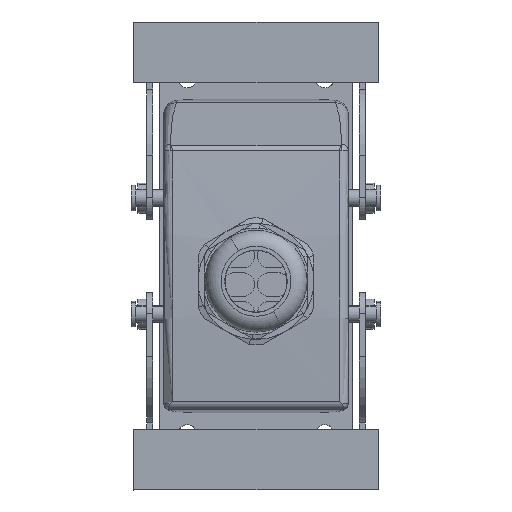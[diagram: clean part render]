
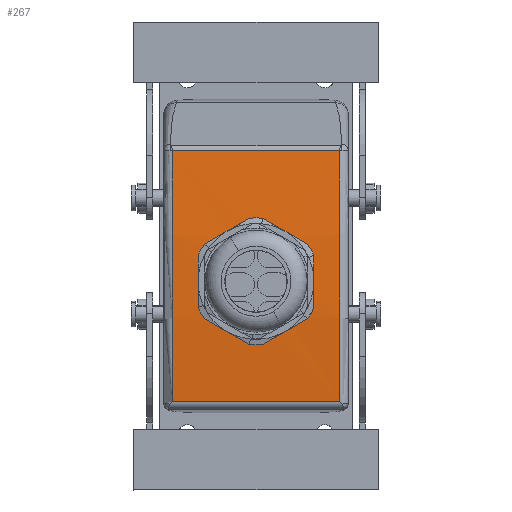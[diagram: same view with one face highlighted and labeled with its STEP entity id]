
A CAD part, top view. The second image highlights one B-rep face of the part: STEP entity #267.
In plain terms, the highlighted cylindrical face has radius 300 mm (diameter 600 mm), a partial arc.
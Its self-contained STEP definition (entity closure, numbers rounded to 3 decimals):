
#227=AXIS2_PLACEMENT_3D('Cylinder Axis2P3D',#224,#225,#226) ;
#231=AXIS2_PLACEMENT_3D('Circle Axis2P3D',#229,#230,$) ;
#247=AXIS2_PLACEMENT_3D('Circle Axis2P3D',#245,#246,$) ;
#80=CARTESIAN_POINT('Control Point',(39.092,42.987,84.149)) ;
#81=CARTESIAN_POINT('Control Point',(38.409,41.735,84.126)) ;
#82=CARTESIAN_POINT('Control Point',(37.531,40.59,84.099)) ;
#83=CARTESIAN_POINT('Control Point',(36.492,39.606,84.07)) ;
#84=CARTESIAN_POINT('Control Point',(34.168,37.989,84.017)) ;
#85=CARTESIAN_POINT('Control Point',(31.468,37.136,83.985)) ;
#86=CARTESIAN_POINT('Control Point',(30.054,36.914,83.976)) ;
#87=CARTESIAN_POINT('Control Point',(25.754,36.927,83.977)) ;
#88=CARTESIAN_POINT('Control Point',(21.76,38.88,84.05)) ;
#89=CARTESIAN_POINT('Control Point',(19.596,40.982,84.122)) ;
#90=CARTESIAN_POINT('Control Point',(17.453,45.057,84.201)) ;
#91=CARTESIAN_POINT('Control Point',(17.38,49.523,84.205)) ;
#92=CARTESIAN_POINT('Control Point',(17.632,51.114,84.195)) ;
#93=CARTESIAN_POINT('Control Point',(18.151,52.629,84.175)) ;
#94=CARTESIAN_POINT('Control Point',(18.908,54.013,84.149)) ;
#95=CARTESIAN_POINT('Vertex',(39.092,42.987,84.149)) ;
#97=CARTESIAN_POINT('Vertex',(18.908,54.013,84.149)) ;
#123=CARTESIAN_POINT('Control Point',(18.908,54.013,84.149)) ;
#124=CARTESIAN_POINT('Control Point',(19.591,55.265,84.126)) ;
#125=CARTESIAN_POINT('Control Point',(20.469,56.41,84.099)) ;
#126=CARTESIAN_POINT('Control Point',(21.508,57.394,84.07)) ;
#127=CARTESIAN_POINT('Control Point',(23.832,59.011,84.017)) ;
#128=CARTESIAN_POINT('Control Point',(26.532,59.864,83.985)) ;
#129=CARTESIAN_POINT('Control Point',(27.946,60.086,83.976)) ;
#130=CARTESIAN_POINT('Control Point',(32.246,60.073,83.977)) ;
#131=CARTESIAN_POINT('Control Point',(36.24,58.12,84.05)) ;
#132=CARTESIAN_POINT('Control Point',(38.404,56.018,84.122)) ;
#133=CARTESIAN_POINT('Control Point',(40.547,51.943,84.201)) ;
#134=CARTESIAN_POINT('Control Point',(40.619,47.477,84.205)) ;
#135=CARTESIAN_POINT('Control Point',(40.368,45.886,84.195)) ;
#136=CARTESIAN_POINT('Control Point',(39.849,44.371,84.175)) ;
#137=CARTESIAN_POINT('Control Point',(39.092,42.987,84.149)) ;
#224=CARTESIAN_POINT('Axis2P3D Location',(29.,48.5,-215.8)) ;
#229=CARTESIAN_POINT('Axis2P3D Location',(48.5,48.5,-215.8)) ;
#233=CARTESIAN_POINT('Vertex',(48.5,20.451,82.886)) ;
#235=CARTESIAN_POINT('Vertex',(48.5,78.927,82.653)) ;
#238=CARTESIAN_POINT('Line Origine',(29.,78.927,82.653)) ;
#242=CARTESIAN_POINT('Vertex',(9.5,78.927,82.653)) ;
#245=CARTESIAN_POINT('Axis2P3D Location',(9.5,48.5,-215.8)) ;
#249=CARTESIAN_POINT('Vertex',(9.5,20.451,82.886)) ;
#252=CARTESIAN_POINT('Line Origine',(29.,20.451,82.886)) ;
#225=DIRECTION('Axis2P3D Direction',(-1.,0.,0.)) ;
#226=DIRECTION('Axis2P3D XDirection',(0.,-0.17,0.985)) ;
#230=DIRECTION('Axis2P3D Direction',(-1.,0.,0.)) ;
#239=DIRECTION('Vector Direction',(-1.,0.,0.)) ;
#246=DIRECTION('Axis2P3D Direction',(-1.,0.,0.)) ;
#253=DIRECTION('Vector Direction',(-1.,0.,0.)) ;
#240=VECTOR('Line Direction',#239,1.) ;
#254=VECTOR('Line Direction',#253,1.) ;
#258=ORIENTED_EDGE('',*,*,#237,.T.) ;
#259=ORIENTED_EDGE('',*,*,#244,.T.) ;
#260=ORIENTED_EDGE('',*,*,#251,.F.) ;
#261=ORIENTED_EDGE('',*,*,#256,.T.) ;
#264=ORIENTED_EDGE('',*,*,#138,.T.) ;
#265=ORIENTED_EDGE('',*,*,#99,.T.) ;
#266=FACE_BOUND('',#263,.T.) ;
#267=ADVANCED_FACE('1802410000 HDC-KIT-HE 10.111 M.1\\1787590000_S.1\\Housing',(#262,#266),#228,.T.) ;
#79=B_SPLINE_CURVE_WITH_KNOTS('',5,(#80,#81,#82,#83,#84,#85,#86,#87,#88,#89,#90,#91,#92,#93,#94),.UNSPECIFIED.,.F.,.U.,(6,3,3,3,6),(0.,10.162,20.325,40.448,51.695),.UNSPECIFIED.) ;
#122=B_SPLINE_CURVE_WITH_KNOTS('',5,(#123,#124,#125,#126,#127,#128,#129,#130,#131,#132,#133,#134,#135,#136,#137),.UNSPECIFIED.,.F.,.U.,(6,3,3,3,6),(0.,10.162,20.325,40.448,51.695),.UNSPECIFIED.) ;
#232=CIRCLE('generated circle',#231,300.) ;
#248=CIRCLE('generated circle',#247,300.) ;
#228=CYLINDRICAL_SURFACE('generated cylinder',#227,300.) ;
#99=EDGE_CURVE('',#96,#98,#79,.T.) ;
#138=EDGE_CURVE('',#98,#96,#122,.T.) ;
#237=EDGE_CURVE('',#234,#236,#232,.T.) ;
#244=EDGE_CURVE('',#236,#243,#241,.T.) ;
#251=EDGE_CURVE('',#250,#243,#248,.T.) ;
#256=EDGE_CURVE('',#250,#234,#255,.F.) ;
#257=EDGE_LOOP('',(#258,#259,#260,#261)) ;
#263=EDGE_LOOP('',(#264,#265)) ;
#262=FACE_OUTER_BOUND('',#257,.T.) ;
#241=LINE('Line',#238,#240) ;
#255=LINE('Line',#252,#254) ;
#96=VERTEX_POINT('',#95) ;
#98=VERTEX_POINT('',#97) ;
#234=VERTEX_POINT('',#233) ;
#236=VERTEX_POINT('',#235) ;
#243=VERTEX_POINT('',#242) ;
#250=VERTEX_POINT('',#249) ;
